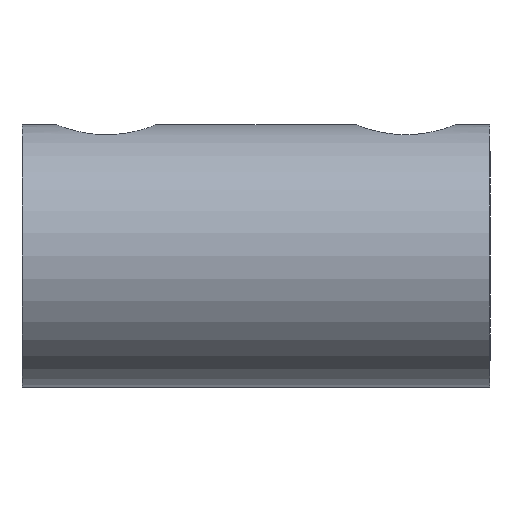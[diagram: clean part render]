
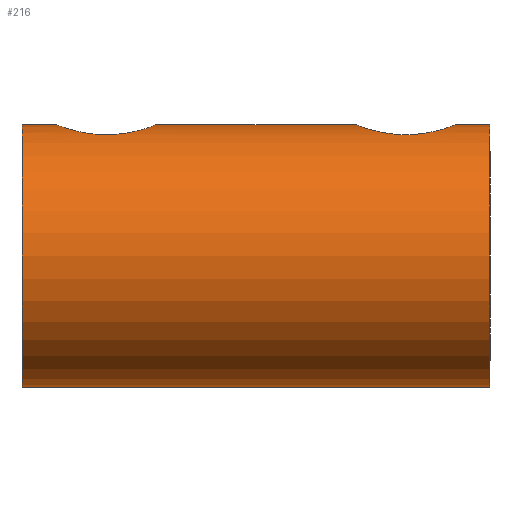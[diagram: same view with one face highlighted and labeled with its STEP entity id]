
A CAD part, left-side view. The second image highlights one B-rep face of the part: STEP entity #216.
In plain terms, the highlighted cylindrical face has radius 5.334 mm (diameter 10.668 mm), a full revolution.
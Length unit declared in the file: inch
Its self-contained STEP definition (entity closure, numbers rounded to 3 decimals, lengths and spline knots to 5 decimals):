
#28=FACE_OUTER_BOUND('',#39,.T.);
#39=EDGE_LOOP('',(#183,#184,#185,#186,#187,#188,#189,#190,#191,#192,#193,
#194,#195,#196));
#54=LINE('',#534,#65);
#55=LINE('',#535,#66);
#56=LINE('',#537,#67);
#65=VECTOR('',#295,0.21);
#66=VECTOR('',#296,0.21);
#67=VECTOR('',#297,0.21);
#69=B_SPLINE_CURVE_WITH_KNOTS('',3,(#353,#354,#355,#356,#357,#358,#359,
#360,#361,#362),.UNSPECIFIED.,.F.,.F.,(4,2,2,2,4),(1.23044,1.30738,
1.38431,1.46118,1.53805),.UNSPECIFIED.);
#70=B_SPLINE_CURVE_WITH_KNOTS('',3,(#364,#365,#366,#367,#368,#369,#370,
#371,#372,#373,#374,#375,#376,#377,#378,#379,#380,#381),.UNSPECIFIED.,.F.,
 .F.,(4,2,2,2,2,2,2,2,4),(0.30761,0.38448,0.46135,
0.53829,0.61522,0.69216,0.76909,
0.84596,0.92283),.UNSPECIFIED.);
#71=B_SPLINE_CURVE_WITH_KNOTS('',3,(#382,#383,#384,#385,#386,#387,#388,
#389,#390,#391),.UNSPECIFIED.,.F.,.F.,(4,2,2,2,4),(0.92283,0.9997,
1.07658,1.15351,1.23044),.UNSPECIFIED.);
#76=B_SPLINE_CURVE_WITH_KNOTS('',3,(#473,#474,#475,#476,#477,#478,#479,
#480,#481,#482),.UNSPECIFIED.,.F.,.F.,(4,2,2,2,4),(1.23044,1.30738,
1.38431,1.46118,1.53805),.UNSPECIFIED.);
#77=B_SPLINE_CURVE_WITH_KNOTS('',3,(#484,#485,#486,#487,#488,#489,#490,
#491,#492,#493,#494,#495,#496,#497,#498,#499,#500,#501),.UNSPECIFIED.,.F.,
 .F.,(4,2,2,2,2,2,2,2,4),(0.30761,0.38448,0.46135,
0.53829,0.61522,0.69216,0.76909,
0.84596,0.92283),.UNSPECIFIED.);
#78=B_SPLINE_CURVE_WITH_KNOTS('',3,(#502,#503,#504,#505,#506,#507,#508,
#509,#510,#511),.UNSPECIFIED.,.F.,.F.,(4,2,2,2,4),(0.92283,0.9997,
1.07658,1.15351,1.23044),.UNSPECIFIED.);
#87=CIRCLE('',#249,0.21);
#88=CIRCLE('',#250,0.21);
#93=VERTEX_POINT('',#350);
#94=VERTEX_POINT('',#352);
#95=VERTEX_POINT('',#363);
#100=VERTEX_POINT('',#470);
#101=VERTEX_POINT('',#472);
#102=VERTEX_POINT('',#483);
#108=VERTEX_POINT('',#532);
#109=VERTEX_POINT('',#536);
#114=EDGE_CURVE('',#94,#93,#69,.F.);
#115=EDGE_CURVE('',#95,#94,#70,.F.);
#116=EDGE_CURVE('',#93,#95,#71,.F.);
#123=EDGE_CURVE('',#101,#100,#76,.F.);
#124=EDGE_CURVE('',#102,#101,#77,.F.);
#125=EDGE_CURVE('',#100,#102,#78,.F.);
#137=EDGE_CURVE('',#108,#108,#87,.T.);
#138=EDGE_CURVE('',#108,#101,#54,.T.);
#139=EDGE_CURVE('',#102,#94,#55,.T.);
#140=EDGE_CURVE('',#95,#109,#56,.T.);
#141=EDGE_CURVE('',#109,#109,#88,.T.);
#183=ORIENTED_EDGE('',*,*,#137,.T.);
#184=ORIENTED_EDGE('',*,*,#138,.T.);
#185=ORIENTED_EDGE('',*,*,#123,.T.);
#186=ORIENTED_EDGE('',*,*,#125,.T.);
#187=ORIENTED_EDGE('',*,*,#139,.T.);
#188=ORIENTED_EDGE('',*,*,#114,.T.);
#189=ORIENTED_EDGE('',*,*,#116,.T.);
#190=ORIENTED_EDGE('',*,*,#140,.T.);
#191=ORIENTED_EDGE('',*,*,#141,.F.);
#192=ORIENTED_EDGE('',*,*,#140,.F.);
#193=ORIENTED_EDGE('',*,*,#115,.T.);
#194=ORIENTED_EDGE('',*,*,#139,.F.);
#195=ORIENTED_EDGE('',*,*,#124,.T.);
#196=ORIENTED_EDGE('',*,*,#138,.F.);
#210=CYLINDRICAL_SURFACE('',#248,0.21);
#216=ADVANCED_FACE('',(#28),#210,.T.);
#248=AXIS2_PLACEMENT_3D('',#531,#291,#292);
#249=AXIS2_PLACEMENT_3D('',#533,#293,#294);
#250=AXIS2_PLACEMENT_3D('',#538,#298,#299);
#291=DIRECTION('center_axis',(0.,-1.,0.));
#292=DIRECTION('ref_axis',(0.,0.,-1.));
#293=DIRECTION('center_axis',(0.,1.,0.));
#294=DIRECTION('ref_axis',(0.,0.,1.));
#295=DIRECTION('',(0.,1.,0.));
#296=DIRECTION('',(0.,1.,0.));
#297=DIRECTION('',(0.,1.,0.));
#298=DIRECTION('center_axis',(0.,1.,0.));
#299=DIRECTION('ref_axis',(0.,0.,1.));
#350=CARTESIAN_POINT('',(-0.0795,0.615,0.19437));
#352=CARTESIAN_POINT('',(0.,0.5355,0.21));
#353=CARTESIAN_POINT('Ctrl Pts',(-0.0795,0.615,0.19437));
#354=CARTESIAN_POINT('Ctrl Pts',(-0.0795,0.6049,
0.19437));
#355=CARTESIAN_POINT('Ctrl Pts',(-0.07746,0.59421,
0.19524));
#356=CARTESIAN_POINT('Ctrl Pts',(-0.06932,0.57466,
0.19828));
#357=CARTESIAN_POINT('Ctrl Pts',(-0.06322,0.56579,
0.20039));
#358=CARTESIAN_POINT('Ctrl Pts',(-0.04922,0.55179,0.20428));
#359=CARTESIAN_POINT('Ctrl Pts',(-0.04034,0.54568,
0.20633));
#360=CARTESIAN_POINT('Ctrl Pts',(-0.02078,0.53754,0.2092));
#361=CARTESIAN_POINT('Ctrl Pts',(-0.01009,0.5355,0.21));
#362=CARTESIAN_POINT('Ctrl Pts',(0.,0.5355,0.21));
#363=CARTESIAN_POINT('',(0.,0.6945,0.21));
#364=CARTESIAN_POINT('Ctrl Pts',(0.,0.5355,0.21));
#365=CARTESIAN_POINT('Ctrl Pts',(0.01009,0.5355,0.21));
#366=CARTESIAN_POINT('Ctrl Pts',(0.02078,0.53754,0.2092));
#367=CARTESIAN_POINT('Ctrl Pts',(0.04034,0.54568,0.20633));
#368=CARTESIAN_POINT('Ctrl Pts',(0.04922,0.55179,0.20428));
#369=CARTESIAN_POINT('Ctrl Pts',(0.06322,0.56579,0.20039));
#370=CARTESIAN_POINT('Ctrl Pts',(0.06932,0.57466,0.19828));
#371=CARTESIAN_POINT('Ctrl Pts',(0.07746,0.59421,0.19524));
#372=CARTESIAN_POINT('Ctrl Pts',(0.0795,0.6049,0.19437));
#373=CARTESIAN_POINT('Ctrl Pts',(0.0795,0.6251,0.19437));
#374=CARTESIAN_POINT('Ctrl Pts',(0.07746,0.63579,0.19524));
#375=CARTESIAN_POINT('Ctrl Pts',(0.06932,0.65534,0.19828));
#376=CARTESIAN_POINT('Ctrl Pts',(0.06322,0.66421,0.20039));
#377=CARTESIAN_POINT('Ctrl Pts',(0.04922,0.67821,0.20428));
#378=CARTESIAN_POINT('Ctrl Pts',(0.04034,0.68432,0.20633));
#379=CARTESIAN_POINT('Ctrl Pts',(0.02078,0.69246,0.2092));
#380=CARTESIAN_POINT('Ctrl Pts',(0.01009,0.6945,0.21));
#381=CARTESIAN_POINT('Ctrl Pts',(0.,0.6945,0.21));
#382=CARTESIAN_POINT('Ctrl Pts',(0.,0.6945,0.21));
#383=CARTESIAN_POINT('Ctrl Pts',(-0.01009,0.6945,0.21));
#384=CARTESIAN_POINT('Ctrl Pts',(-0.02078,0.69246,0.2092));
#385=CARTESIAN_POINT('Ctrl Pts',(-0.04034,0.68432,
0.20633));
#386=CARTESIAN_POINT('Ctrl Pts',(-0.04922,0.67821,0.20428));
#387=CARTESIAN_POINT('Ctrl Pts',(-0.06322,0.66421,
0.20039));
#388=CARTESIAN_POINT('Ctrl Pts',(-0.06932,0.65534,
0.19828));
#389=CARTESIAN_POINT('Ctrl Pts',(-0.07746,0.63579,
0.19524));
#390=CARTESIAN_POINT('Ctrl Pts',(-0.0795,0.6251,
0.19437));
#391=CARTESIAN_POINT('Ctrl Pts',(-0.0795,0.615,0.19437));
#470=CARTESIAN_POINT('',(-0.0795,0.135,0.19437));
#472=CARTESIAN_POINT('',(0.,0.0555,0.21));
#473=CARTESIAN_POINT('Ctrl Pts',(-0.0795,0.135,0.19437));
#474=CARTESIAN_POINT('Ctrl Pts',(-0.0795,0.1249,
0.19437));
#475=CARTESIAN_POINT('Ctrl Pts',(-0.07746,0.11421,
0.19524));
#476=CARTESIAN_POINT('Ctrl Pts',(-0.06932,0.09466,
0.19828));
#477=CARTESIAN_POINT('Ctrl Pts',(-0.06322,0.08579,
0.20039));
#478=CARTESIAN_POINT('Ctrl Pts',(-0.04922,0.07179,
0.20428));
#479=CARTESIAN_POINT('Ctrl Pts',(-0.04034,0.06568,
0.20633));
#480=CARTESIAN_POINT('Ctrl Pts',(-0.02078,0.05754,
0.2092));
#481=CARTESIAN_POINT('Ctrl Pts',(-0.01009,0.0555,
0.21));
#482=CARTESIAN_POINT('Ctrl Pts',(0.,0.0555,
0.21));
#483=CARTESIAN_POINT('',(0.,0.2145,0.21));
#484=CARTESIAN_POINT('Ctrl Pts',(0.,0.0555,
0.21));
#485=CARTESIAN_POINT('Ctrl Pts',(0.01009,0.0555,
0.21));
#486=CARTESIAN_POINT('Ctrl Pts',(0.02078,0.05754,
0.2092));
#487=CARTESIAN_POINT('Ctrl Pts',(0.04034,0.06568,
0.20633));
#488=CARTESIAN_POINT('Ctrl Pts',(0.04922,0.07179,
0.20428));
#489=CARTESIAN_POINT('Ctrl Pts',(0.06322,0.08579,0.20039));
#490=CARTESIAN_POINT('Ctrl Pts',(0.06932,0.09466,
0.19828));
#491=CARTESIAN_POINT('Ctrl Pts',(0.07746,0.11421,0.19524));
#492=CARTESIAN_POINT('Ctrl Pts',(0.0795,0.1249,0.19437));
#493=CARTESIAN_POINT('Ctrl Pts',(0.0795,0.1451,0.19437));
#494=CARTESIAN_POINT('Ctrl Pts',(0.07746,0.15579,0.19524));
#495=CARTESIAN_POINT('Ctrl Pts',(0.06932,0.17534,0.19828));
#496=CARTESIAN_POINT('Ctrl Pts',(0.06322,0.18421,0.20039));
#497=CARTESIAN_POINT('Ctrl Pts',(0.04922,0.19821,0.20428));
#498=CARTESIAN_POINT('Ctrl Pts',(0.04034,0.20432,0.20633));
#499=CARTESIAN_POINT('Ctrl Pts',(0.02078,0.21246,0.2092));
#500=CARTESIAN_POINT('Ctrl Pts',(0.01009,0.2145,0.21));
#501=CARTESIAN_POINT('Ctrl Pts',(0.,0.2145,0.21));
#502=CARTESIAN_POINT('Ctrl Pts',(0.,0.2145,0.21));
#503=CARTESIAN_POINT('Ctrl Pts',(-0.01009,0.2145,0.21));
#504=CARTESIAN_POINT('Ctrl Pts',(-0.02078,0.21246,0.2092));
#505=CARTESIAN_POINT('Ctrl Pts',(-0.04034,0.20432,
0.20633));
#506=CARTESIAN_POINT('Ctrl Pts',(-0.04922,0.19821,0.20428));
#507=CARTESIAN_POINT('Ctrl Pts',(-0.06322,0.18421,
0.20039));
#508=CARTESIAN_POINT('Ctrl Pts',(-0.06932,0.17534,
0.19828));
#509=CARTESIAN_POINT('Ctrl Pts',(-0.07746,0.15579,
0.19524));
#510=CARTESIAN_POINT('Ctrl Pts',(-0.0795,0.1451,
0.19437));
#511=CARTESIAN_POINT('Ctrl Pts',(-0.0795,0.135,0.19437));
#531=CARTESIAN_POINT('Origin',(0.,0.75,0.));
#532=CARTESIAN_POINT('',(0.,0.,0.21));
#533=CARTESIAN_POINT('Origin',(0.,0.,0.));
#534=CARTESIAN_POINT('',(0.,0.75,0.21));
#535=CARTESIAN_POINT('',(0.,0.75,0.21));
#536=CARTESIAN_POINT('',(0.,0.75,0.21));
#537=CARTESIAN_POINT('',(0.,0.75,0.21));
#538=CARTESIAN_POINT('Origin',(0.,0.75,0.));
